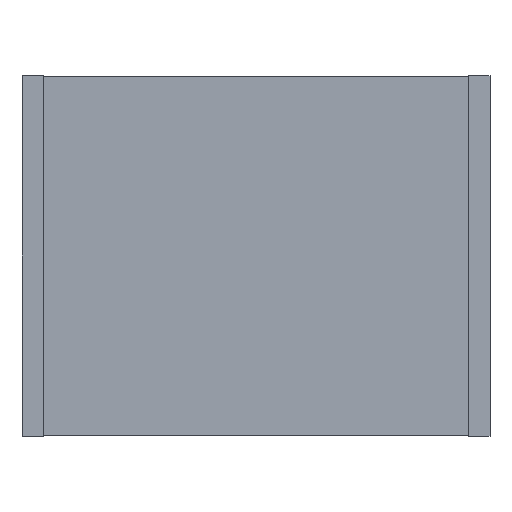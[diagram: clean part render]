
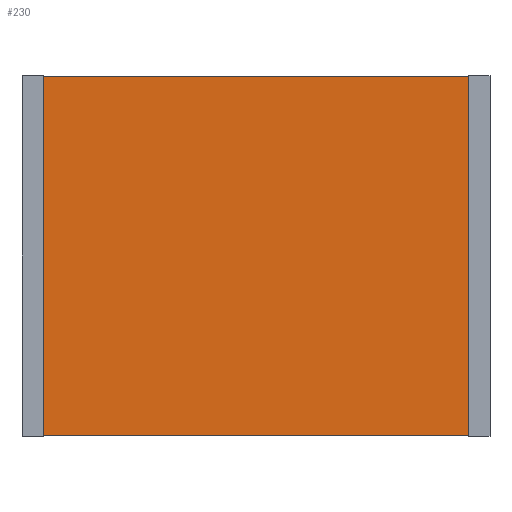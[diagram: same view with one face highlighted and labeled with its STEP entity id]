
A CAD part, front view. The second image highlights one B-rep face of the part: STEP entity #230.
In plain terms, the highlighted planar face has unit normal (0, -1, 0).
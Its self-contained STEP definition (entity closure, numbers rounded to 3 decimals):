
#99 = LINE ( 'NONE', #905, #1570 ) ;
#105 = CARTESIAN_POINT ( 'NONE',  ( 0., 0., -8.38 ) ) ;
#146 = VERTEX_POINT ( 'NONE', #654 ) ;
#179 = CARTESIAN_POINT ( 'NONE',  ( 0.49, 0., 0. ) ) ;
#189 = CARTESIAN_POINT ( 'NONE',  ( 0., 0., 0. ) ) ;
#230 = ADVANCED_FACE ( 'NONE', ( #2029 ), #311, .T. ) ;
#311 = PLANE ( 'NONE',  #2044 ) ;
#372 = DIRECTION ( 'NONE',  ( 0., 0., -1. ) ) ;
#384 = DIRECTION ( 'NONE',  ( 0., 0., -1. ) ) ;
#405 = CARTESIAN_POINT ( 'NONE',  ( 0.49, 0., 0. ) ) ;
#461 = LINE ( 'NONE', #105, #1331 ) ;
#497 = EDGE_LOOP ( 'NONE', ( #1855, #917, #631, #1889 ) ) ;
#591 = LINE ( 'NONE', #804, #2130 ) ;
#631 = ORIENTED_EDGE ( 'NONE', *, *, #947, .F. ) ;
#654 = CARTESIAN_POINT ( 'NONE',  ( 0.49, 0., -8.38 ) ) ;
#684 = EDGE_CURVE ( 'NONE', #860, #2150, #591, .T. ) ;
#804 = CARTESIAN_POINT ( 'NONE',  ( 10.39, 0., 0. ) ) ;
#860 = VERTEX_POINT ( 'NONE', #1036 ) ;
#905 = CARTESIAN_POINT ( 'NONE',  ( 0., 0., 0. ) ) ;
#917 = ORIENTED_EDGE ( 'NONE', *, *, #684, .T. ) ;
#947 = EDGE_CURVE ( 'NONE', #1356, #2150, #99, .T. ) ;
#1036 = CARTESIAN_POINT ( 'NONE',  ( 10.39, 0., -8.38 ) ) ;
#1137 = EDGE_CURVE ( 'NONE', #1356, #146, #1352, .T. ) ;
#1331 = VECTOR ( 'NONE', #1818, 1000. ) ;
#1352 = LINE ( 'NONE', #179, #2382 ) ;
#1356 = VERTEX_POINT ( 'NONE', #405 ) ;
#1359 = DIRECTION ( 'NONE',  ( 0., 0., 1. ) ) ;
#1570 = VECTOR ( 'NONE', #1674, 1000. ) ;
#1674 = DIRECTION ( 'NONE',  ( 1., 0., 0. ) ) ;
#1703 = DIRECTION ( 'NONE',  ( 0., -1., 0. ) ) ;
#1818 = DIRECTION ( 'NONE',  ( -1., 0., 0. ) ) ;
#1855 = ORIENTED_EDGE ( 'NONE', *, *, #2154, .F. ) ;
#1889 = ORIENTED_EDGE ( 'NONE', *, *, #1137, .T. ) ;
#2029 = FACE_OUTER_BOUND ( 'NONE', #497, .T. ) ;
#2044 = AXIS2_PLACEMENT_3D ( 'NONE', #189, #1703, #384 ) ;
#2130 = VECTOR ( 'NONE', #1359, 1000. ) ;
#2150 = VERTEX_POINT ( 'NONE', #2417 ) ;
#2154 = EDGE_CURVE ( 'NONE', #860, #146, #461, .T. ) ;
#2382 = VECTOR ( 'NONE', #372, 1000. ) ;
#2417 = CARTESIAN_POINT ( 'NONE',  ( 10.39, 0., 0. ) ) ;
